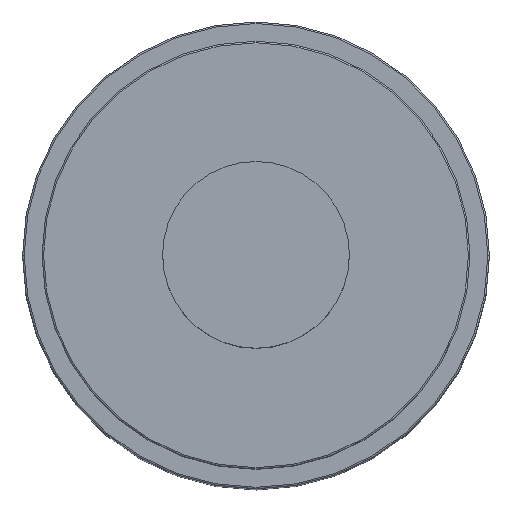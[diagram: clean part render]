
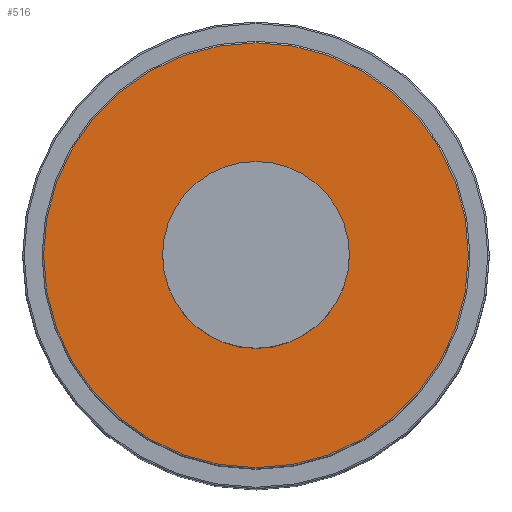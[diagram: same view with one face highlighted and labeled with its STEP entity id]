
A CAD part, top view. The second image highlights one B-rep face of the part: STEP entity #516.
In plain terms, the highlighted planar face has unit normal (0, 0, 1).
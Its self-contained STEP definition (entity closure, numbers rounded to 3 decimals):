
#170=CARTESIAN_POINT('',(0.,0.,60.));
#171=DIRECTION('',(0.,0.,1.));
#172=DIRECTION('',(-1.,0.,0.));
#173=AXIS2_PLACEMENT_3D('',#170,#171,#172);
#175=CARTESIAN_POINT('',(0.,0.,60.));
#176=DIRECTION('',(0.,0.,1.));
#177=DIRECTION('',(1.,0.,0.));
#178=AXIS2_PLACEMENT_3D('',#175,#176,#177);
#352=CARTESIAN_POINT('',(-13.65,0.,60.));
#353=CARTESIAN_POINT('',(13.65,0.,60.));
#354=VERTEX_POINT('',#352);
#355=VERTEX_POINT('',#353);
#505=CARTESIAN_POINT('',(0.,0.,60.));
#506=DIRECTION('',(0.,0.,1.));
#507=DIRECTION('',(1.,0.,0.));
#508=AXIS2_PLACEMENT_3D('',#505,#506,#507);
#509=PLANE('',#508);
#511=ORIENTED_EDGE('',*,*,#510,.F.);
#513=ORIENTED_EDGE('',*,*,#512,.F.);
#514=EDGE_LOOP('',(#511,#513));
#515=FACE_OUTER_BOUND('',#514,.F.);
#516=ADVANCED_FACE('',(#515),#509,.T.);
#174=CIRCLE('',#173,13.65);
#179=CIRCLE('',#178,13.65);
#510=EDGE_CURVE('',#354,#355,#174,.T.);
#512=EDGE_CURVE('',#355,#354,#179,.T.);
